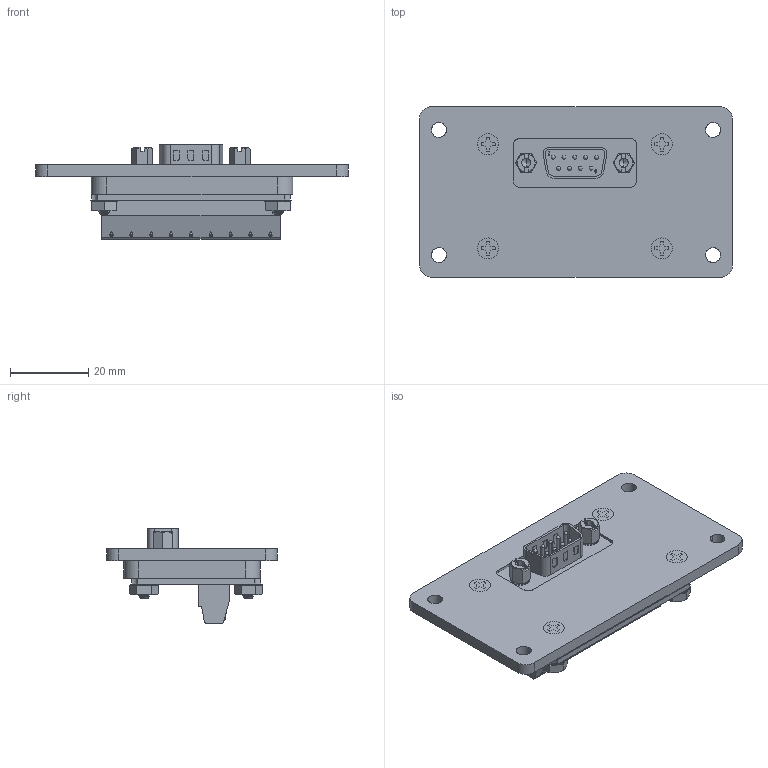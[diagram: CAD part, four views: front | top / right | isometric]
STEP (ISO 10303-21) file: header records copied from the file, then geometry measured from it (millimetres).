
FILE_DESCRIPTION (( 'STEP AP203' ), '1' );
FILE_NAME ('P-R12-B1RX_3D.STEP', '2022-04-19T14:30:23', ( '' ), ( '' ), 'SwSTEP 2.0', 'SolidWorks 2021', '' );
FILE_SCHEMA (( 'CONFIG_CONTROL_DESIGN' ));
Length unit declared in the file: millimetre
Products named in the file (10): P-R12-B1RX_BP180_1; P-R12-B1RX_FP120_1; Z-100-RSPP150_DBcon_M; Z-100-RSPP150; R12; P-R12-B1RX_3D; 4-40 half inch flathead _90273A110; Z-100-RSPP150M; Z-100-RSPP150_9PINTERM; Z-002-4401_4HN_90675A005
Assembly tree (15 placements, depth 4):
  P-R12-B1RX_3D
    P-R12-B1RX_BP180_1
    P-R12-B1RX_FP120_1
    R12
      Z-100-RSPP150M
        Z-100-RSPP150
        Z-100-RSPP150_9PINTERM
        Z-100-RSPP150_DBcon_M
    4-40 half inch flathead _90273A110  x4
    Z-002-4401_4HN_90675A005  x4
Bounding box: 80.01 x 43.69 x 24.16 mm (x, y, z)
Volume: 18384.1 mm3; surface area: 19640 mm2
Topology: 18 solids, 18 shells, 1457 faces, 3959 edges, 2587 vertices
Faces by surface type: cylinder 554, plane 542, cone 185, bspline 176
Entity records: 33419 total; most frequent: CARTESIAN_POINT 11153, ORIENTED_EDGE 4630, DIRECTION 4005, EDGE_CURVE 2315, VERTEX_POINT 1531, AXIS2_PLACEMENT_3D 1352, LINE 1301, VECTOR 1301
